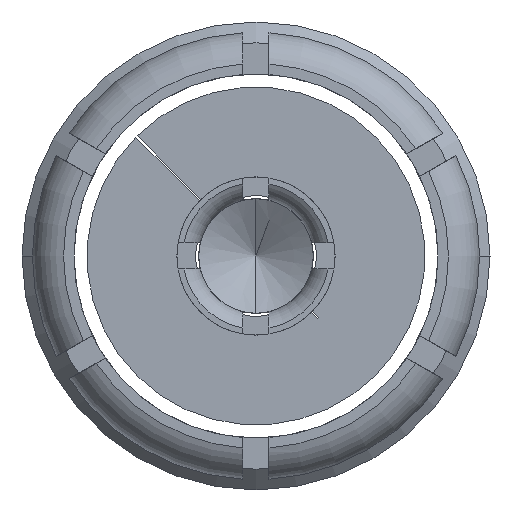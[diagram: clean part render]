
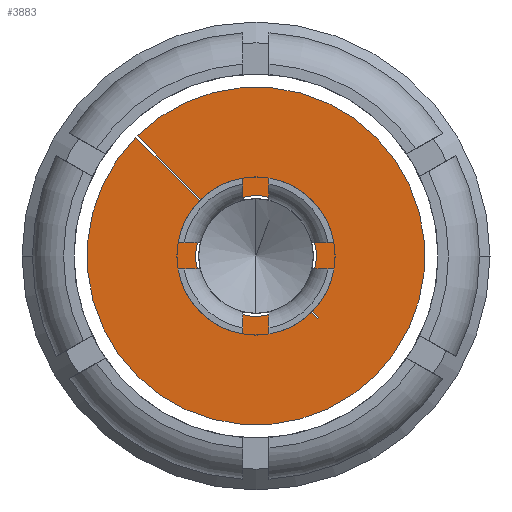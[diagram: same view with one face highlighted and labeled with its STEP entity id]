
A CAD part, left-side view. The second image highlights one B-rep face of the part: STEP entity #3883.
In plain terms, the highlighted planar face has unit normal (-1, 0, 0).
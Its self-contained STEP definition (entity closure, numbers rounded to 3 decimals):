
#3769=DIRECTION('',(0.,0.707,0.707));
#3770=VECTOR('',#3769,1.045);
#3771=CARTESIAN_POINT('',(-5.,0.403,0.417));
#3772=LINE('',#3771,#3770);
#3773=CARTESIAN_POINT('',(-5.,0.,0.));
#3774=DIRECTION('',(1.,0.,0.));
#3775=DIRECTION('',(0.,0.703,0.711));
#3776=AXIS2_PLACEMENT_3D('',#3773,#3774,#3775);
#3778=DIRECTION('',(0.,-0.707,-0.707));
#3779=VECTOR('',#3778,1.045);
#3780=CARTESIAN_POINT('',(-5.,1.156,1.142));
#3781=LINE('',#3780,#3779);
#3782=CARTESIAN_POINT('',(-5.,0.,0.));
#3783=DIRECTION('',(-1.,0.,0.));
#3784=DIRECTION('',(0.,0.719,0.695));
#3785=AXIS2_PLACEMENT_3D('',#3782,#3783,#3784);
#3787=DIRECTION('',(0.,-0.707,-0.707));
#3788=VECTOR('',#3787,0.26);
#3789=CARTESIAN_POINT('',(-5.,-0.403,-0.417));
#3790=LINE('',#3789,#3788);
#3791=DIRECTION('',(0.,-0.707,0.707));
#3792=VECTOR('',#3791,0.02);
#3793=CARTESIAN_POINT('',(-5.,-0.587,-0.601));
#3794=LINE('',#3793,#3792);
#3795=DIRECTION('',(0.,0.707,0.707));
#3796=VECTOR('',#3795,0.26);
#3797=CARTESIAN_POINT('',(-5.,-0.601,-0.587));
#3798=LINE('',#3797,#3796);
#3799=CARTESIAN_POINT('',(-5.,0.,0.));
#3800=DIRECTION('',(-1.,0.,0.));
#3801=DIRECTION('',(0.,-0.719,-0.695));
#3802=AXIS2_PLACEMENT_3D('',#3799,#3800,#3801);
#3820=CARTESIAN_POINT('',(-5.,1.142,1.156));
#3821=CARTESIAN_POINT('',(-5.,0.403,0.417));
#3822=VERTEX_POINT('',#3820);
#3823=VERTEX_POINT('',#3821);
#3824=CARTESIAN_POINT('',(-5.,-0.417,-0.403));
#3825=CARTESIAN_POINT('',(-5.,-0.601,-0.587));
#3826=VERTEX_POINT('',#3824);
#3827=VERTEX_POINT('',#3825);
#3828=CARTESIAN_POINT('',(-5.,-0.587,-0.601));
#3829=VERTEX_POINT('',#3828);
#3830=CARTESIAN_POINT('',(-5.,-0.403,-0.417));
#3831=VERTEX_POINT('',#3830);
#3832=CARTESIAN_POINT('',(-5.,0.417,0.403));
#3833=CARTESIAN_POINT('',(-5.,1.156,1.142));
#3834=VERTEX_POINT('',#3832);
#3835=VERTEX_POINT('',#3833);
#3860=CARTESIAN_POINT('',(-5.,0.,0.));
#3861=DIRECTION('',(1.,0.,0.));
#3862=DIRECTION('',(0.,-1.,0.));
#3863=AXIS2_PLACEMENT_3D('',#3860,#3861,#3862);
#3864=PLANE('',#3863);
#3866=ORIENTED_EDGE('',*,*,#3865,.T.);
#3868=ORIENTED_EDGE('',*,*,#3867,.T.);
#3870=ORIENTED_EDGE('',*,*,#3869,.T.);
#3872=ORIENTED_EDGE('',*,*,#3871,.T.);
#3874=ORIENTED_EDGE('',*,*,#3873,.T.);
#3876=ORIENTED_EDGE('',*,*,#3875,.T.);
#3878=ORIENTED_EDGE('',*,*,#3877,.T.);
#3880=ORIENTED_EDGE('',*,*,#3879,.T.);
#3881=EDGE_LOOP('',(#3866,#3868,#3870,#3872,#3874,#3876,#3878,#3880));
#3882=FACE_OUTER_BOUND('',#3881,.F.);
#3777=CIRCLE('',#3776,1.625);
#3786=CIRCLE('',#3785,0.58);
#3803=CIRCLE('',#3802,0.58);
#3865=EDGE_CURVE('',#3823,#3822,#3772,.T.);
#3867=EDGE_CURVE('',#3822,#3835,#3777,.T.);
#3869=EDGE_CURVE('',#3835,#3834,#3781,.T.);
#3871=EDGE_CURVE('',#3834,#3831,#3786,.T.);
#3873=EDGE_CURVE('',#3831,#3829,#3790,.T.);
#3875=EDGE_CURVE('',#3829,#3827,#3794,.T.);
#3877=EDGE_CURVE('',#3827,#3826,#3798,.T.);
#3879=EDGE_CURVE('',#3826,#3823,#3803,.T.);
#3883=ADVANCED_FACE('',(#3882),#3864,.F.);
